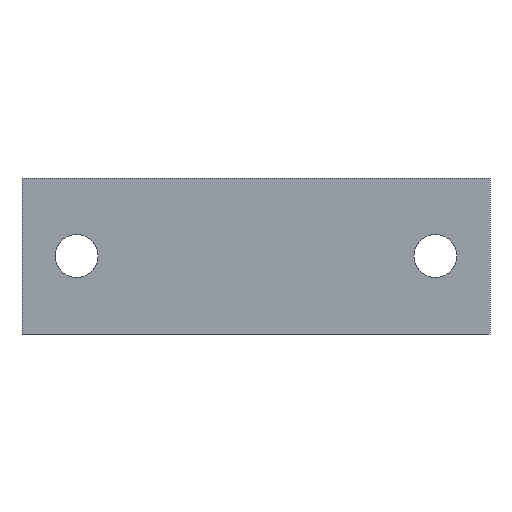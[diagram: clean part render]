
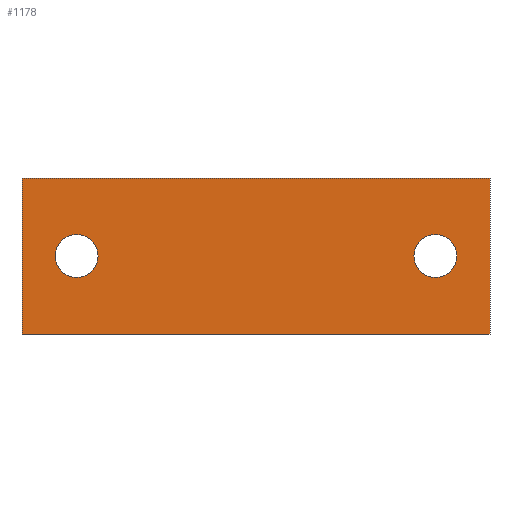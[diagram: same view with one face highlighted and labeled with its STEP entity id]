
A CAD part, front view. The second image highlights one B-rep face of the part: STEP entity #1178.
In plain terms, the highlighted planar face has unit normal (0, -1, 0).
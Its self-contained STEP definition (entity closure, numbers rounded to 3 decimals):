
#44 = PLANE('',#45);
#45 = AXIS2_PLACEMENT_3D('',#46,#47,#48);
#46 = CARTESIAN_POINT('',(0.,-2.602,0.));
#47 = DIRECTION('',(0.,0.,1.));
#48 = DIRECTION('',(1.,0.,0.));
#100 = PLANE('',#101);
#101 = AXIS2_PLACEMENT_3D('',#102,#103,#104);
#102 = CARTESIAN_POINT('',(0.,-2.602,20.));
#103 = DIRECTION('',(0.,0.,1.));
#104 = DIRECTION('',(1.,0.,0.));
#227 = VERTEX_POINT('',#228);
#228 = CARTESIAN_POINT('',(-30.,-22.,0.));
#242 = PLANE('',#243);
#243 = AXIS2_PLACEMENT_3D('',#244,#245,#246);
#244 = CARTESIAN_POINT('',(-30.,10.5,0.));
#245 = DIRECTION('',(1.,0.,0.));
#246 = DIRECTION('',(0.,-1.,0.));
#254 = EDGE_CURVE('',#227,#255,#257,.T.);
#255 = VERTEX_POINT('',#256);
#256 = CARTESIAN_POINT('',(30.,-22.,0.));
#257 = SURFACE_CURVE('',#258,(#262,#269),.PCURVE_S1.);
#258 = LINE('',#259,#260);
#259 = CARTESIAN_POINT('',(-30.,-22.,0.));
#260 = VECTOR('',#261,1.);
#261 = DIRECTION('',(1.,0.,0.));
#262 = PCURVE('',#44,#263);
#263 = DEFINITIONAL_REPRESENTATION('',(#264),#268);
#264 = LINE('',#265,#266);
#265 = CARTESIAN_POINT('',(-30.,-19.398));
#266 = VECTOR('',#267,1.);
#267 = DIRECTION('',(1.,0.));
#268 = ( GEOMETRIC_REPRESENTATION_CONTEXT(2) 
PARAMETRIC_REPRESENTATION_CONTEXT() REPRESENTATION_CONTEXT('2D SPACE',''
  ) );
#269 = PCURVE('',#270,#275);
#270 = PLANE('',#271);
#271 = AXIS2_PLACEMENT_3D('',#272,#273,#274);
#272 = CARTESIAN_POINT('',(-30.,-22.,0.));
#273 = DIRECTION('',(0.,1.,0.));
#274 = DIRECTION('',(1.,0.,0.));
#275 = DEFINITIONAL_REPRESENTATION('',(#276),#280);
#276 = LINE('',#277,#278);
#277 = CARTESIAN_POINT('',(0.,0.));
#278 = VECTOR('',#279,1.);
#279 = DIRECTION('',(1.,0.));
#280 = ( GEOMETRIC_REPRESENTATION_CONTEXT(2) 
PARAMETRIC_REPRESENTATION_CONTEXT() REPRESENTATION_CONTEXT('2D SPACE',''
  ) );
#298 = PLANE('',#299);
#299 = AXIS2_PLACEMENT_3D('',#300,#301,#302);
#300 = CARTESIAN_POINT('',(30.,-22.,0.));
#301 = DIRECTION('',(-1.,0.,0.));
#302 = DIRECTION('',(0.,1.,0.));
#623 = VERTEX_POINT('',#624);
#624 = CARTESIAN_POINT('',(-30.,-22.,20.));
#645 = EDGE_CURVE('',#623,#646,#648,.T.);
#646 = VERTEX_POINT('',#647);
#647 = CARTESIAN_POINT('',(30.,-22.,20.));
#648 = SURFACE_CURVE('',#649,(#653,#660),.PCURVE_S1.);
#649 = LINE('',#650,#651);
#650 = CARTESIAN_POINT('',(-30.,-22.,20.));
#651 = VECTOR('',#652,1.);
#652 = DIRECTION('',(1.,0.,0.));
#653 = PCURVE('',#100,#654);
#654 = DEFINITIONAL_REPRESENTATION('',(#655),#659);
#655 = LINE('',#656,#657);
#656 = CARTESIAN_POINT('',(-30.,-19.398));
#657 = VECTOR('',#658,1.);
#658 = DIRECTION('',(1.,0.));
#659 = ( GEOMETRIC_REPRESENTATION_CONTEXT(2) 
PARAMETRIC_REPRESENTATION_CONTEXT() REPRESENTATION_CONTEXT('2D SPACE',''
  ) );
#660 = PCURVE('',#270,#661);
#661 = DEFINITIONAL_REPRESENTATION('',(#662),#666);
#662 = LINE('',#663,#664);
#663 = CARTESIAN_POINT('',(0.,-20.));
#664 = VECTOR('',#665,1.);
#665 = DIRECTION('',(1.,0.));
#666 = ( GEOMETRIC_REPRESENTATION_CONTEXT(2) 
PARAMETRIC_REPRESENTATION_CONTEXT() REPRESENTATION_CONTEXT('2D SPACE',''
  ) );
#1156 = EDGE_CURVE('',#255,#646,#1157,.T.);
#1157 = SURFACE_CURVE('',#1158,(#1162,#1169),.PCURVE_S1.);
#1158 = LINE('',#1159,#1160);
#1159 = CARTESIAN_POINT('',(30.,-22.,0.));
#1160 = VECTOR('',#1161,1.);
#1161 = DIRECTION('',(0.,0.,1.));
#1162 = PCURVE('',#298,#1163);
#1163 = DEFINITIONAL_REPRESENTATION('',(#1164),#1168);
#1164 = LINE('',#1165,#1166);
#1165 = CARTESIAN_POINT('',(0.,0.));
#1166 = VECTOR('',#1167,1.);
#1167 = DIRECTION('',(0.,-1.));
#1168 = ( GEOMETRIC_REPRESENTATION_CONTEXT(2) 
PARAMETRIC_REPRESENTATION_CONTEXT() REPRESENTATION_CONTEXT('2D SPACE',''
  ) );
#1169 = PCURVE('',#270,#1170);
#1170 = DEFINITIONAL_REPRESENTATION('',(#1171),#1175);
#1171 = LINE('',#1172,#1173);
#1172 = CARTESIAN_POINT('',(60.,0.));
#1173 = VECTOR('',#1174,1.);
#1174 = DIRECTION('',(0.,-1.));
#1175 = ( GEOMETRIC_REPRESENTATION_CONTEXT(2) 
PARAMETRIC_REPRESENTATION_CONTEXT() REPRESENTATION_CONTEXT('2D SPACE',''
  ) );
#1178 = ADVANCED_FACE('',(#1179,#1205,#1240),#270,.F.);
#1179 = FACE_BOUND('',#1180,.F.);
#1180 = EDGE_LOOP('',(#1181,#1202,#1203,#1204));
#1181 = ORIENTED_EDGE('',*,*,#1182,.T.);
#1182 = EDGE_CURVE('',#227,#623,#1183,.T.);
#1183 = SURFACE_CURVE('',#1184,(#1188,#1195),.PCURVE_S1.);
#1184 = LINE('',#1185,#1186);
#1185 = CARTESIAN_POINT('',(-30.,-22.,0.));
#1186 = VECTOR('',#1187,1.);
#1187 = DIRECTION('',(0.,0.,1.));
#1188 = PCURVE('',#270,#1189);
#1189 = DEFINITIONAL_REPRESENTATION('',(#1190),#1194);
#1190 = LINE('',#1191,#1192);
#1191 = CARTESIAN_POINT('',(0.,0.));
#1192 = VECTOR('',#1193,1.);
#1193 = DIRECTION('',(0.,-1.));
#1194 = ( GEOMETRIC_REPRESENTATION_CONTEXT(2) 
PARAMETRIC_REPRESENTATION_CONTEXT() REPRESENTATION_CONTEXT('2D SPACE',''
  ) );
#1195 = PCURVE('',#242,#1196);
#1196 = DEFINITIONAL_REPRESENTATION('',(#1197),#1201);
#1197 = LINE('',#1198,#1199);
#1198 = CARTESIAN_POINT('',(32.5,0.));
#1199 = VECTOR('',#1200,1.);
#1200 = DIRECTION('',(0.,-1.));
#1201 = ( GEOMETRIC_REPRESENTATION_CONTEXT(2) 
PARAMETRIC_REPRESENTATION_CONTEXT() REPRESENTATION_CONTEXT('2D SPACE',''
  ) );
#1202 = ORIENTED_EDGE('',*,*,#645,.T.);
#1203 = ORIENTED_EDGE('',*,*,#1156,.F.);
#1204 = ORIENTED_EDGE('',*,*,#254,.F.);
#1205 = FACE_BOUND('',#1206,.F.);
#1206 = EDGE_LOOP('',(#1207));
#1207 = ORIENTED_EDGE('',*,*,#1208,.T.);
#1208 = EDGE_CURVE('',#1209,#1209,#1211,.T.);
#1209 = VERTEX_POINT('',#1210);
#1210 = CARTESIAN_POINT('',(-20.25,-22.,10.));
#1211 = SURFACE_CURVE('',#1212,(#1217,#1228),.PCURVE_S1.);
#1212 = CIRCLE('',#1213,2.75);
#1213 = AXIS2_PLACEMENT_3D('',#1214,#1215,#1216);
#1214 = CARTESIAN_POINT('',(-23.,-22.,10.));
#1215 = DIRECTION('',(0.,-1.,0.));
#1216 = DIRECTION('',(1.,0.,0.));
#1217 = PCURVE('',#270,#1218);
#1218 = DEFINITIONAL_REPRESENTATION('',(#1219),#1227);
#1219 = ( BOUNDED_CURVE() B_SPLINE_CURVE(2,(#1220,#1221,#1222,#1223,
#1224,#1225,#1226),.UNSPECIFIED.,.T.,.F.) B_SPLINE_CURVE_WITH_KNOTS((1,2
    ,2,2,2,1),(-2.094,0.,2.094,4.189,
6.283,8.378),.UNSPECIFIED.) CURVE() 
GEOMETRIC_REPRESENTATION_ITEM() RATIONAL_B_SPLINE_CURVE((1.,0.5,1.,0.5,
1.,0.5,1.)) REPRESENTATION_ITEM('') );
#1220 = CARTESIAN_POINT('',(9.75,-10.));
#1221 = CARTESIAN_POINT('',(9.75,-14.763));
#1222 = CARTESIAN_POINT('',(5.625,-12.382));
#1223 = CARTESIAN_POINT('',(1.5,-10.));
#1224 = CARTESIAN_POINT('',(5.625,-7.618));
#1225 = CARTESIAN_POINT('',(9.75,-5.237));
#1226 = CARTESIAN_POINT('',(9.75,-10.));
#1227 = ( GEOMETRIC_REPRESENTATION_CONTEXT(2) 
PARAMETRIC_REPRESENTATION_CONTEXT() REPRESENTATION_CONTEXT('2D SPACE',''
  ) );
#1228 = PCURVE('',#1229,#1234);
#1229 = CYLINDRICAL_SURFACE('',#1230,2.75);
#1230 = AXIS2_PLACEMENT_3D('',#1231,#1232,#1233);
#1231 = CARTESIAN_POINT('',(-23.,4.5,10.));
#1232 = DIRECTION('',(0.,-1.,0.));
#1233 = DIRECTION('',(1.,0.,0.));
#1234 = DEFINITIONAL_REPRESENTATION('',(#1235),#1239);
#1235 = LINE('',#1236,#1237);
#1236 = CARTESIAN_POINT('',(-6.283,26.5));
#1237 = VECTOR('',#1238,1.);
#1238 = DIRECTION('',(1.,-0.));
#1239 = ( GEOMETRIC_REPRESENTATION_CONTEXT(2) 
PARAMETRIC_REPRESENTATION_CONTEXT() REPRESENTATION_CONTEXT('2D SPACE',''
  ) );
#1240 = FACE_BOUND('',#1241,.F.);
#1241 = EDGE_LOOP('',(#1242));
#1242 = ORIENTED_EDGE('',*,*,#1243,.T.);
#1243 = EDGE_CURVE('',#1244,#1244,#1246,.T.);
#1244 = VERTEX_POINT('',#1245);
#1245 = CARTESIAN_POINT('',(25.75,-22.,10.));
#1246 = SURFACE_CURVE('',#1247,(#1252,#1263),.PCURVE_S1.);
#1247 = CIRCLE('',#1248,2.75);
#1248 = AXIS2_PLACEMENT_3D('',#1249,#1250,#1251);
#1249 = CARTESIAN_POINT('',(23.,-22.,10.));
#1250 = DIRECTION('',(0.,-1.,0.));
#1251 = DIRECTION('',(1.,0.,0.));
#1252 = PCURVE('',#270,#1253);
#1253 = DEFINITIONAL_REPRESENTATION('',(#1254),#1262);
#1254 = ( BOUNDED_CURVE() B_SPLINE_CURVE(2,(#1255,#1256,#1257,#1258,
#1259,#1260,#1261),.UNSPECIFIED.,.T.,.F.) B_SPLINE_CURVE_WITH_KNOTS((1,2
    ,2,2,2,1),(-2.094,0.,2.094,4.189,
6.283,8.378),.UNSPECIFIED.) CURVE() 
GEOMETRIC_REPRESENTATION_ITEM() RATIONAL_B_SPLINE_CURVE((1.,0.5,1.,0.5,
1.,0.5,1.)) REPRESENTATION_ITEM('') );
#1255 = CARTESIAN_POINT('',(55.75,-10.));
#1256 = CARTESIAN_POINT('',(55.75,-14.763));
#1257 = CARTESIAN_POINT('',(51.625,-12.382));
#1258 = CARTESIAN_POINT('',(47.5,-10.));
#1259 = CARTESIAN_POINT('',(51.625,-7.618));
#1260 = CARTESIAN_POINT('',(55.75,-5.237));
#1261 = CARTESIAN_POINT('',(55.75,-10.));
#1262 = ( GEOMETRIC_REPRESENTATION_CONTEXT(2) 
PARAMETRIC_REPRESENTATION_CONTEXT() REPRESENTATION_CONTEXT('2D SPACE',''
  ) );
#1263 = PCURVE('',#1264,#1269);
#1264 = CYLINDRICAL_SURFACE('',#1265,2.75);
#1265 = AXIS2_PLACEMENT_3D('',#1266,#1267,#1268);
#1266 = CARTESIAN_POINT('',(23.,4.5,10.));
#1267 = DIRECTION('',(0.,-1.,0.));
#1268 = DIRECTION('',(1.,0.,0.));
#1269 = DEFINITIONAL_REPRESENTATION('',(#1270),#1274);
#1270 = LINE('',#1271,#1272);
#1271 = CARTESIAN_POINT('',(-6.283,26.5));
#1272 = VECTOR('',#1273,1.);
#1273 = DIRECTION('',(1.,-0.));
#1274 = ( GEOMETRIC_REPRESENTATION_CONTEXT(2) 
PARAMETRIC_REPRESENTATION_CONTEXT() REPRESENTATION_CONTEXT('2D SPACE',''
  ) );
